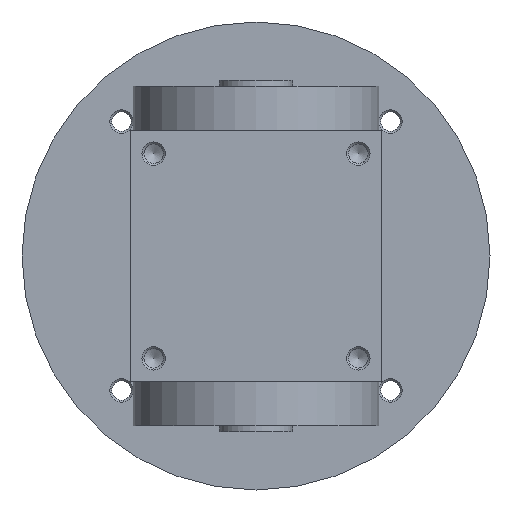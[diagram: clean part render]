
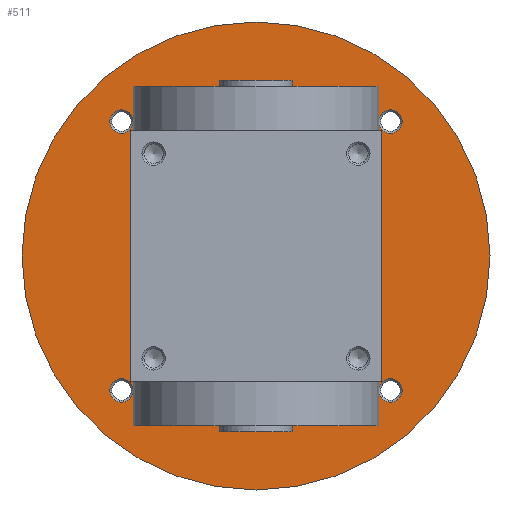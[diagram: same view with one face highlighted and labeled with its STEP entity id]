
A CAD part, left-side view. The second image highlights one B-rep face of the part: STEP entity #511.
In plain terms, the highlighted planar face has unit normal (-1, 0, 0).
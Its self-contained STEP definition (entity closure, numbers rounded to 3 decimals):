
#511 = ADVANCED_FACE( '', ( #1255, #1256, #1257, #1258, #1259, #1260 ), #1261, .F. );
#1255 = FACE_OUTER_BOUND( '', #2351, .T. );
#1256 = FACE_BOUND( '', #2352, .T. );
#1257 = FACE_BOUND( '', #2353, .T. );
#1258 = FACE_BOUND( '', #2354, .T. );
#1259 = FACE_BOUND( '', #2355, .T. );
#1260 = FACE_BOUND( '', #2356, .T. );
#1261 = PLANE( '', #2357 );
#2351 = EDGE_LOOP( '', ( #3759 ) );
#2352 = EDGE_LOOP( '', ( #3760 ) );
#2353 = EDGE_LOOP( '', ( #3761 ) );
#2354 = EDGE_LOOP( '', ( #3762 ) );
#2355 = EDGE_LOOP( '', ( #3763 ) );
#2356 = EDGE_LOOP( '', ( #3764 ) );
#2357 = AXIS2_PLACEMENT_3D( '', #3765, #3766, #3767 );
#3759 = ORIENTED_EDGE( '', *, *, #5927, .F. );
#3760 = ORIENTED_EDGE( '', *, *, #5928, .T. );
#3761 = ORIENTED_EDGE( '', *, *, #5929, .T. );
#3762 = ORIENTED_EDGE( '', *, *, #5930, .T. );
#3763 = ORIENTED_EDGE( '', *, *, #5931, .T. );
#3764 = ORIENTED_EDGE( '', *, *, #5932, .T. );
#3765 = CARTESIAN_POINT( '', ( 34., 42., 0. ) );
#3766 = DIRECTION( '', ( 1., 0., 0. ) );
#3767 = DIRECTION( '', ( 0., 0., -1. ) );
#5927 = EDGE_CURVE( '', #7088, #7088, #7089, .T. );
#5928 = EDGE_CURVE( '', #7090, #7090, #7091, .T. );
#5929 = EDGE_CURVE( '', #7092, #7092, #7093, .T. );
#5930 = EDGE_CURVE( '', #7094, #7094, #7095, .T. );
#5931 = EDGE_CURVE( '', #7096, #7096, #7097, .T. );
#5932 = EDGE_CURVE( '', #7098, #7098, #7099, .T. );
#7088 = VERTEX_POINT( '', #8594 );
#7089 = CIRCLE( '', #8595, 80. );
#7090 = VERTEX_POINT( '', #8596 );
#7091 = CIRCLE( '', #8597, 4. );
#7092 = VERTEX_POINT( '', #8598 );
#7093 = CIRCLE( '', #8599, 4. );
#7094 = VERTEX_POINT( '', #8600 );
#7095 = CIRCLE( '', #8601, 4. );
#7096 = VERTEX_POINT( '', #8602 );
#7097 = CIRCLE( '', #8603, 4. );
#7098 = VERTEX_POINT( '', #8604 );
#7099 = CIRCLE( '', #8605, 42. );
#8594 = CARTESIAN_POINT( '', ( 34., 0., -80. ) );
#8595 = AXIS2_PLACEMENT_3D( '', #10036, #10037, #10038 );
#8596 = CARTESIAN_POINT( '', ( 34., -45.962, 41.962 ) );
#8597 = AXIS2_PLACEMENT_3D( '', #10039, #10040, #10041 );
#8598 = CARTESIAN_POINT( '', ( 34., 45.962, -49.962 ) );
#8599 = AXIS2_PLACEMENT_3D( '', #10042, #10043, #10044 );
#8600 = CARTESIAN_POINT( '', ( 34., -45.962, -49.962 ) );
#8601 = AXIS2_PLACEMENT_3D( '', #10045, #10046, #10047 );
#8602 = CARTESIAN_POINT( '', ( 34., 45.962, 41.962 ) );
#8603 = AXIS2_PLACEMENT_3D( '', #10048, #10049, #10050 );
#8604 = CARTESIAN_POINT( '', ( 34., 0., -42. ) );
#8605 = AXIS2_PLACEMENT_3D( '', #10051, #10052, #10053 );
#10036 = CARTESIAN_POINT( '', ( 34., 0., 0. ) );
#10037 = DIRECTION( '', ( 1., 0., 0. ) );
#10038 = DIRECTION( '', ( 0., 0., -1. ) );
#10039 = CARTESIAN_POINT( '', ( 34., -45.962, 45.962 ) );
#10040 = DIRECTION( '', ( 1., 0., 0. ) );
#10041 = DIRECTION( '', ( 0., 0., -1. ) );
#10042 = CARTESIAN_POINT( '', ( 34., 45.962, -45.962 ) );
#10043 = DIRECTION( '', ( 1., 0., 0. ) );
#10044 = DIRECTION( '', ( 0., 0., -1. ) );
#10045 = CARTESIAN_POINT( '', ( 34., -45.962, -45.962 ) );
#10046 = DIRECTION( '', ( 1., 0., 0. ) );
#10047 = DIRECTION( '', ( 0., 0., -1. ) );
#10048 = CARTESIAN_POINT( '', ( 34., 45.962, 45.962 ) );
#10049 = DIRECTION( '', ( 1., 0., 0. ) );
#10050 = DIRECTION( '', ( 0., 0., -1. ) );
#10051 = CARTESIAN_POINT( '', ( 34., 0., 0. ) );
#10052 = DIRECTION( '', ( 1., 0., 0. ) );
#10053 = DIRECTION( '', ( 0., 0., -1. ) );
